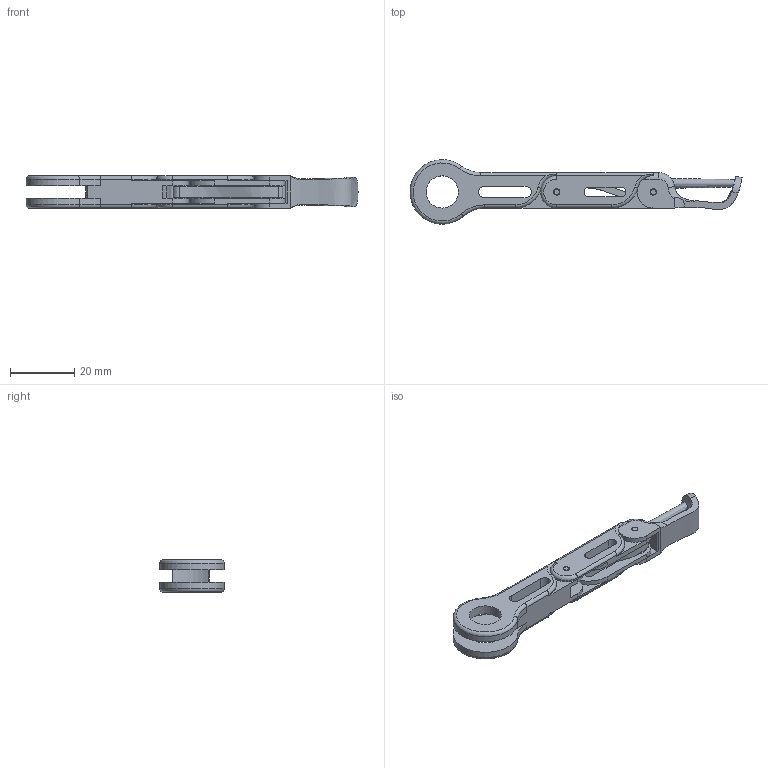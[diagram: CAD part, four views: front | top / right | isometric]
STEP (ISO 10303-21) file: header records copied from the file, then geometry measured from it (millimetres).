
FILE_DESCRIPTION(/* description */ (''),/* implementation_level */ '2;1');
FILE_NAME(/* name */ 'indexfinger v7.stp',/* time_stamp */ '2022-06-18T23:01:14+02:00',/* author */ (''),/* organization */ (''),/* preprocessor_version */ 'ST-DEVELOPER v19',/* originating_system */ 'Autodesk Translation Framework v11.7.0.108',/* authorisation */ '');
FILE_SCHEMA (('AUTOMOTIVE_DESIGN { 1 0 10303 214 3 1 1 }'));
Length unit declared in the file: millimetre
Products named in the file (5): index_finger; index_proximal_phalanx; middle_phalanx; distal_phalanx; linkage
Assembly tree (4 placements, depth 2):
  index_finger
    index_proximal_phalanx
    middle_phalanx
    distal_phalanx
    linkage
Bounding box: 102.99 x 19.98 x 10 mm (x, y, z)
Volume: 6914.8 mm3; surface area: 7128.8 mm2
Topology: 4 solids, 4 shells, 159 faces, 417 edges, 265 vertices
Faces by surface type: cylinder 71, plane 56, torus 16, bspline 15, cone 1
Full cylindrical faces by diameter (mm): 1.5 x4, 1.7 x2, 2 x4, 10 x2
Entity records: 6406 total; most frequent: CARTESIAN_POINT 2260, DIRECTION 844, ORIENTED_EDGE 834, EDGE_CURVE 417, AXIS2_PLACEMENT_3D 328, VERTEX_POINT 265, EDGE_LOOP 194, LINE 188
